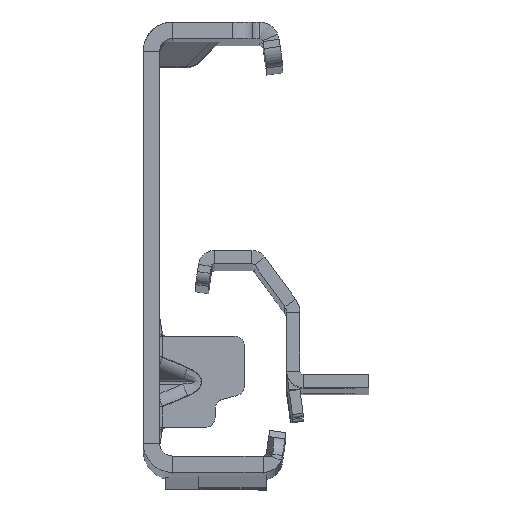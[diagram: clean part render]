
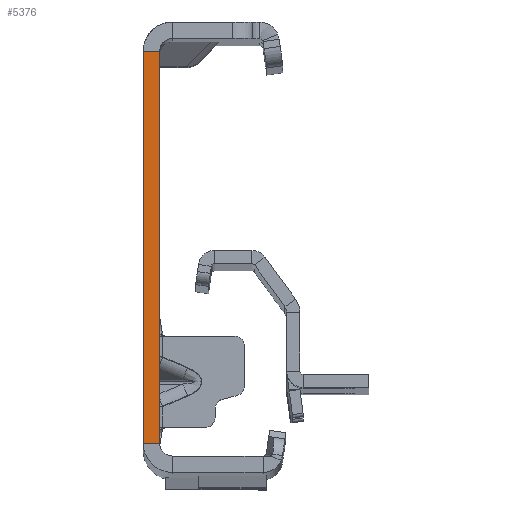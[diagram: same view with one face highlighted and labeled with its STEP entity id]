
A CAD part, top view. The second image highlights one B-rep face of the part: STEP entity #5376.
In plain terms, the highlighted planar face has unit normal (0, 0, 1).
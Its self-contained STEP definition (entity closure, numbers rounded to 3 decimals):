
#1187 = EDGE_CURVE ( 'NONE', #15276, #27812, #48374, .T. ) ;
#1554 = EDGE_CURVE ( 'NONE', #27812, #17980, #2546, .T. ) ;
#2297 = DIRECTION ( 'NONE',  ( -1., 0., 0. ) ) ;
#2546 = LINE ( 'NONE', #36458, #26598 ) ;
#2934 = LINE ( 'NONE', #46199, #35287 ) ;
#3041 = FACE_OUTER_BOUND ( 'NONE', #33131, .T. ) ;
#3704 = LINE ( 'NONE', #15599, #30296 ) ;
#5376 = ADVANCED_FACE ( 'NONE', ( #3041 ), #33917, .T. ) ;
#12629 = ORIENTED_EDGE ( 'NONE', *, *, #45361, .T. ) ;
#12950 = CARTESIAN_POINT ( 'NONE',  ( 0., 30., 0. ) ) ;
#13737 = DIRECTION ( 'NONE',  ( 0., -1., 0. ) ) ;
#13818 = ORIENTED_EDGE ( 'NONE', *, *, #1187, .F. ) ;
#14683 = DIRECTION ( 'NONE',  ( 1., 0., 0. ) ) ;
#15276 = VERTEX_POINT ( 'NONE', #12950 ) ;
#15599 = CARTESIAN_POINT ( 'NONE',  ( -2.5, -32., 0. ) ) ;
#17980 = VERTEX_POINT ( 'NONE', #28321 ) ;
#18379 = DIRECTION ( 'NONE',  ( -1., 0., 0. ) ) ;
#22100 = CARTESIAN_POINT ( 'NONE',  ( 0., -32., 0. ) ) ;
#24117 = VECTOR ( 'NONE', #13737, 1000. ) ;
#24782 = ORIENTED_EDGE ( 'NONE', *, *, #1554, .F. ) ;
#25146 = VERTEX_POINT ( 'NONE', #29714 ) ;
#26598 = VECTOR ( 'NONE', #2297, 1000. ) ;
#27812 = VERTEX_POINT ( 'NONE', #41101 ) ;
#28321 = CARTESIAN_POINT ( 'NONE',  ( -2.5, -30., 0. ) ) ;
#29673 = CARTESIAN_POINT ( 'NONE',  ( -2.5, -32., 0. ) ) ;
#29714 = CARTESIAN_POINT ( 'NONE',  ( -2.5, 30., 0. ) ) ;
#30296 = VECTOR ( 'NONE', #49995, 1000. ) ;
#33131 = EDGE_LOOP ( 'NONE', ( #13818, #44727, #12629, #24782 ) ) ;
#33917 = PLANE ( 'NONE',  #36881 ) ;
#35287 = VECTOR ( 'NONE', #18379, 1000. ) ;
#35383 = EDGE_CURVE ( 'NONE', #15276, #25146, #2934, .T. ) ;
#36458 = CARTESIAN_POINT ( 'NONE',  ( 0., -30., 0. ) ) ;
#36881 = AXIS2_PLACEMENT_3D ( 'NONE', #29673, #49327, #14683 ) ;
#41101 = CARTESIAN_POINT ( 'NONE',  ( 0., -30., 0. ) ) ;
#44727 = ORIENTED_EDGE ( 'NONE', *, *, #35383, .T. ) ;
#45361 = EDGE_CURVE ( 'NONE', #25146, #17980, #3704, .T. ) ;
#46199 = CARTESIAN_POINT ( 'NONE',  ( 0., 30., 0. ) ) ;
#48374 = LINE ( 'NONE', #22100, #24117 ) ;
#49327 = DIRECTION ( 'NONE',  ( 0., 0., 1. ) ) ;
#49995 = DIRECTION ( 'NONE',  ( 0., -1., 0. ) ) ;
